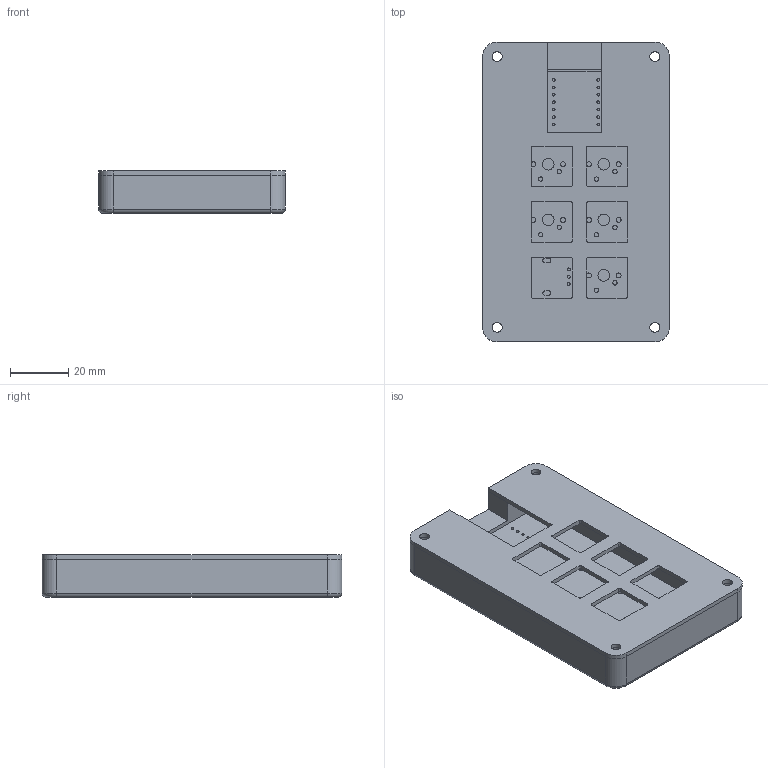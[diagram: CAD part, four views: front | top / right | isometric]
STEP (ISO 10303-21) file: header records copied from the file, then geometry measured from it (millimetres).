
FILE_DESCRIPTION(/* description */ (''),/* implementation_level */ '2;1');
FILE_NAME(/* name */ 'Assembeled Hackpad.step',/* time_stamp */ '2026-01-21T15:44:06-06:00',/* author */ (''),/* organization */ (''),/* preprocessor_version */ 'ST-DEVELOPER v20.1',/* originating_system */ 'Autodesk Translation Framework v14.21.0.0',/* authorisation */ '');
FILE_SCHEMA (('AUTOMOTIVE_DESIGN { 1 0 10303 214 3 1 1 }'));
Length unit declared in the file: inch
Products named in the file (5): Assembeled Hackpad; Audio Editor macropad 1; Audio Editor macropad_PCB; Top for AudioBoard HACKPAD; Bottom for AudioBoard HACKPAD
Assembly tree (4 placements, depth 3):
  Assembeled Hackpad
    Audio Editor macropad 1
      Audio Editor macropad_PCB
    Top for AudioBoard HACKPAD
    Bottom for AudioBoard HACKPAD
Bounding box: 64.02 x 102.73 x 14.5 mm (x, y, z)
Volume: 58915.6 mm3; surface area: 38335 mm2
Topology: 3 solids, 3 shells, 642 faces, 1798 edges, 1196 vertices
Faces by surface type: bspline 344, plane 198, cylinder 96, torus 4
Full cylindrical faces by diameter (mm): 0.889 x14, 1 x5, 1.5 x10, 1.7 x10, 3.4 x8, 4 x5, 6 x4
Entity records: 24230 total; most frequent: CARTESIAN_POINT 9494, ORIENTED_EDGE 3596, DIRECTION 1922, EDGE_CURVE 1798, VERTEX_POINT 1196, LINE 914, VECTOR 914, EDGE_LOOP 796
